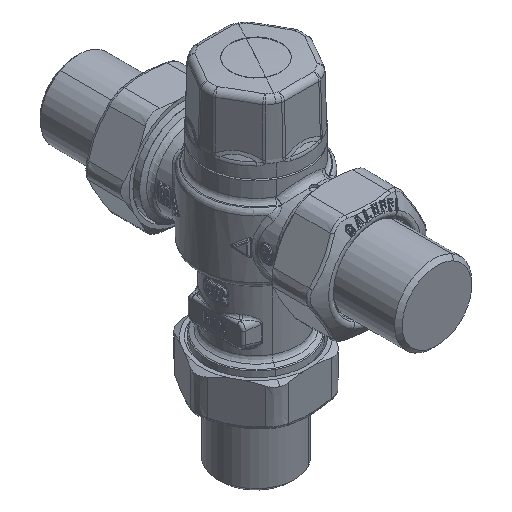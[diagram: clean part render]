
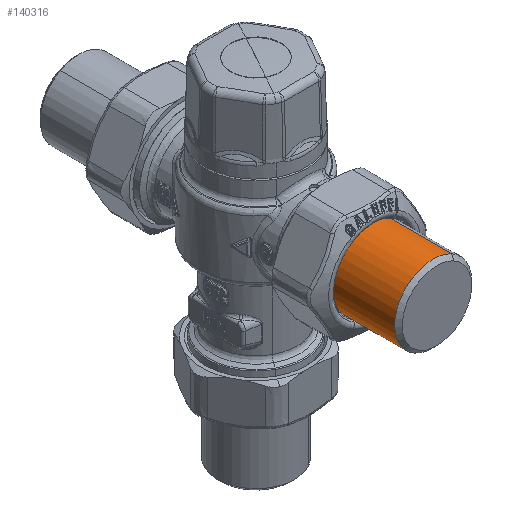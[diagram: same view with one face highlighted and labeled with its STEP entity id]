
A CAD part, isometric view. The second image highlights one B-rep face of the part: STEP entity #140316.
In plain terms, the highlighted cylindrical face has radius 13.15 mm (diameter 26.3 mm), a partial arc.
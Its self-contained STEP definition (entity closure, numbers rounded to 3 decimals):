
#140252=CARTESIAN_POINT('Vertex',(6.304,-131.,62.293)) ;
#140254=CARTESIAN_POINT('Vertex',(-6.304,-131.,39.213)) ;
#140274=CARTESIAN_POINT('Axis2P3D Location',(0.,-131.,50.753)) ;
#140286=CARTESIAN_POINT('Axis2P3D Location',(0.,-118.05,50.753)) ;
#140291=CARTESIAN_POINT('Axis2P3D Location',(0.,-110.,50.753)) ;
#140295=CARTESIAN_POINT('Vertex',(-6.304,-110.,39.213)) ;
#140297=CARTESIAN_POINT('Vertex',(6.304,-110.,62.293)) ;
#140300=CARTESIAN_POINT('Line Origine',(-6.304,-119.15,39.213)) ;
#140305=CARTESIAN_POINT('Line Origine',(6.304,-119.15,62.293)) ;
#140302=VECTOR('Line Direction',#140301,1.) ;
#140307=VECTOR('Line Direction',#140306,1.) ;
#140275=DIRECTION('Axis2P3D Direction',(-0.,1.,0.)) ;
#140287=DIRECTION('Axis2P3D Direction',(-0.,1.,0.)) ;
#140288=DIRECTION('Axis2P3D XDirection',(0.479,0.,0.878)) ;
#140292=DIRECTION('Axis2P3D Direction',(-0.,1.,0.)) ;
#140301=DIRECTION('Vector Direction',(0.,1.,0.)) ;
#140306=DIRECTION('Vector Direction',(0.,1.,0.)) ;
#140276=AXIS2_PLACEMENT_3D('Circle Axis2P3D',#140274,#140275,$) ;
#140289=AXIS2_PLACEMENT_3D('Cylinder Axis2P3D',#140286,#140287,#140288) ;
#140293=AXIS2_PLACEMENT_3D('Circle Axis2P3D',#140291,#140292,$) ;
#140303=LINE('Line',#140300,#140302) ;
#140308=LINE('Line',#140305,#140307) ;
#140277=CIRCLE('generated circle',#140276,13.15) ;
#140294=CIRCLE('generated circle',#140293,13.15) ;
#140290=CYLINDRICAL_SURFACE('generated cylinder',#140289,13.15) ;
#140278=EDGE_CURVE('',#140255,#140253,#140277,.T.) ;
#140299=EDGE_CURVE('',#140296,#140298,#140294,.T.) ;
#140304=EDGE_CURVE('',#140296,#140255,#140303,.F.) ;
#140309=EDGE_CURVE('',#140298,#140253,#140308,.F.) ;
#140311=ORIENTED_EDGE('',*,*,#140299,.F.) ;
#140312=ORIENTED_EDGE('',*,*,#140304,.T.) ;
#140313=ORIENTED_EDGE('',*,*,#140278,.T.) ;
#140314=ORIENTED_EDGE('',*,*,#140309,.F.) ;
#140310=EDGE_LOOP('',(#140311,#140312,#140313,#140314)) ;
#140253=VERTEX_POINT('',#140252) ;
#140255=VERTEX_POINT('',#140254) ;
#140296=VERTEX_POINT('',#140295) ;
#140298=VERTEX_POINT('',#140297) ;
#140316=ADVANCED_FACE('PartBody',(#140315),#140290,.T.) ;
#140315=FACE_OUTER_BOUND('',#140310,.T.) ;
